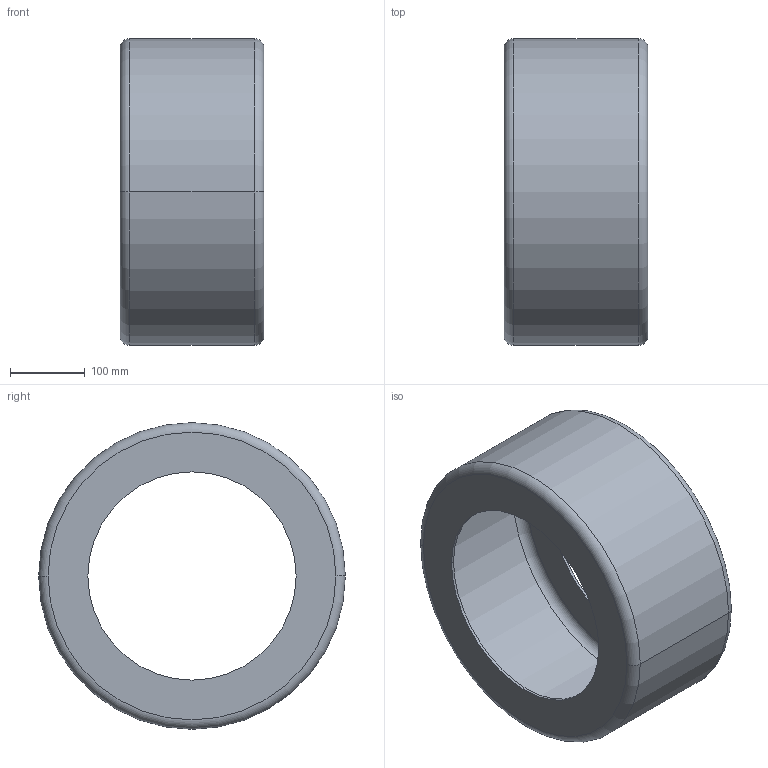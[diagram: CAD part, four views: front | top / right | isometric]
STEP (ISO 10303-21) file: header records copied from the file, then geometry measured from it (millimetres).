
FILE_DESCRIPTION (( 'STEP AP203' ), '1' );
FILE_NAME ('Hoosier 16x7.5-10 tire_Default_sldprt.STEP', '2022-10-11T15:04:33', ( '' ), ( '' ), 'SwSTEP 2.0', 'SolidWorks 2021', '' );
FILE_SCHEMA (( 'CONFIG_CONTROL_DESIGN' ));
Length unit declared in the file: inch
Products named in the file (1): Hoosier 16x7.5-10 tire_Default_sldprt
Bounding box: 193.04 x 411.48 x 411.48 mm (x, y, z)
Volume: 1679744.2 mm3; surface area: 736620.1 mm2
Topology: 1 solids, 1 shells, 20 faces, 40 edges, 24 vertices
Faces by surface type: cylinder 8, torus 8, plane 4
Entity records: 615 total; most frequent: DIRECTION 114, CARTESIAN_POINT 85, ORIENTED_EDGE 80, AXIS2_PLACEMENT_3D 53, EDGE_CURVE 40, CIRCLE 32, VERTEX_POINT 24, EDGE_LOOP 24
